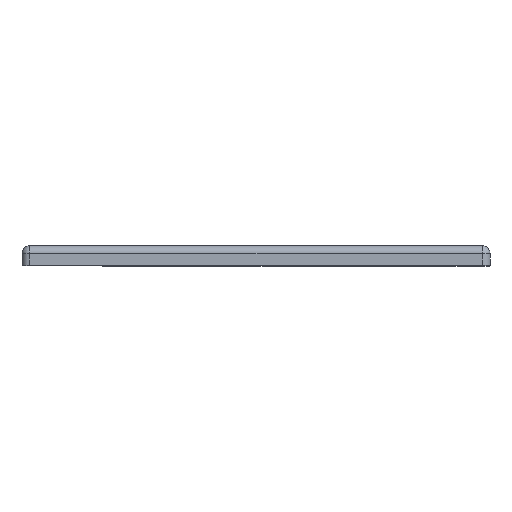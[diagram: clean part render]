
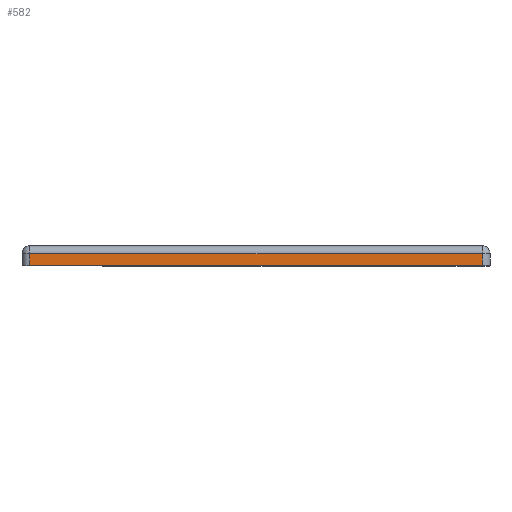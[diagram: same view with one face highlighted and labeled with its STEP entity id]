
A CAD part, top view. The second image highlights one B-rep face of the part: STEP entity #582.
In plain terms, the highlighted planar face has unit normal (0, 0, 1).
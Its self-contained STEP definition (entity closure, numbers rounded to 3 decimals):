
#68 = VECTOR ( 'NONE', #1429, 1000. ) ;
#240 = CARTESIAN_POINT ( 'NONE',  ( -56.5, 3., 60. ) ) ;
#245 = DIRECTION ( 'NONE',  ( 0., 1., 0. ) ) ;
#255 = LINE ( 'NONE', #240, #2596 ) ;
#275 = CARTESIAN_POINT ( 'NONE',  ( -56.5, 3., 60. ) ) ;
#582 = ADVANCED_FACE ( 'NONE', ( #2246 ), #2051, .F. ) ;
#641 = CARTESIAN_POINT ( 'NONE',  ( 58., 3., 60. ) ) ;
#657 = LINE ( 'NONE', #2284, #2223 ) ;
#760 = ORIENTED_EDGE ( 'NONE', *, *, #2577, .T. ) ;
#765 = EDGE_CURVE ( 'NONE', #2054, #2409, #657, .T. ) ;
#789 = LINE ( 'NONE', #2457, #68 ) ;
#1011 = CARTESIAN_POINT ( 'NONE',  ( -58.5, 5., 60. ) ) ;
#1033 = VERTEX_POINT ( 'NONE', #2307 ) ;
#1078 = AXIS2_PLACEMENT_3D ( 'NONE', #1011, #1839, #1408 ) ;
#1093 = DIRECTION ( 'NONE',  ( -1., 0., 0. ) ) ;
#1161 = ORIENTED_EDGE ( 'NONE', *, *, #2678, .T. ) ;
#1274 = DIRECTION ( 'NONE',  ( 0., -1., 0. ) ) ;
#1287 = LINE ( 'NONE', #1673, #2436 ) ;
#1400 = ORIENTED_EDGE ( 'NONE', *, *, #1427, .T. ) ;
#1408 = DIRECTION ( 'NONE',  ( -1., 0., 0. ) ) ;
#1427 = EDGE_CURVE ( 'NONE', #2316, #1033, #1287, .T. ) ;
#1429 = DIRECTION ( 'NONE',  ( 1., 0., 0. ) ) ;
#1673 = CARTESIAN_POINT ( 'NONE',  ( -56.5, 5., 60. ) ) ;
#1839 = DIRECTION ( 'NONE',  ( 0., 0., -1. ) ) ;
#2051 = PLANE ( 'NONE',  #1078 ) ;
#2054 = VERTEX_POINT ( 'NONE', #2253 ) ;
#2214 = ORIENTED_EDGE ( 'NONE', *, *, #765, .T. ) ;
#2223 = VECTOR ( 'NONE', #245, 1000. ) ;
#2246 = FACE_OUTER_BOUND ( 'NONE', #2433, .T. ) ;
#2253 = CARTESIAN_POINT ( 'NONE',  ( 58., 0., 60. ) ) ;
#2284 = CARTESIAN_POINT ( 'NONE',  ( 58., 5., 60. ) ) ;
#2307 = CARTESIAN_POINT ( 'NONE',  ( -56.5, 0., 60. ) ) ;
#2316 = VERTEX_POINT ( 'NONE', #275 ) ;
#2409 = VERTEX_POINT ( 'NONE', #641 ) ;
#2433 = EDGE_LOOP ( 'NONE', ( #2214, #1161, #1400, #760 ) ) ;
#2436 = VECTOR ( 'NONE', #1274, 1000. ) ;
#2457 = CARTESIAN_POINT ( 'NONE',  ( -58.5, 0., 60. ) ) ;
#2577 = EDGE_CURVE ( 'NONE', #1033, #2054, #789, .T. ) ;
#2596 = VECTOR ( 'NONE', #1093, 1000. ) ;
#2678 = EDGE_CURVE ( 'NONE', #2409, #2316, #255, .T. ) ;
